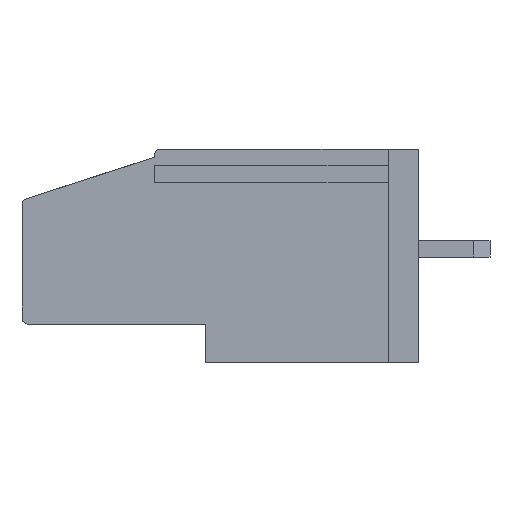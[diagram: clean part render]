
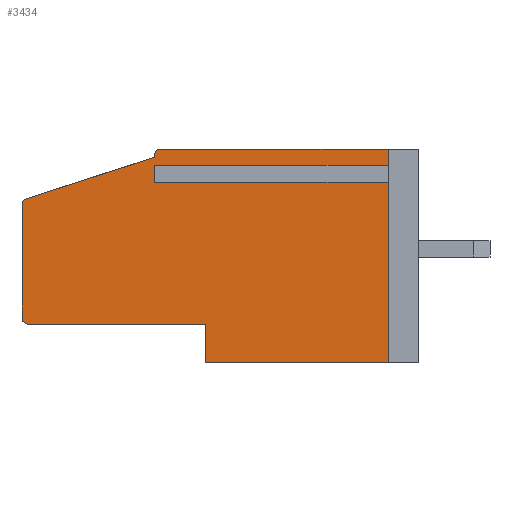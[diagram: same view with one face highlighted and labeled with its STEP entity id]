
A CAD part, left-side view. The second image highlights one B-rep face of the part: STEP entity #3434.
In plain terms, the highlighted planar face has unit normal (-1, 0, 0).
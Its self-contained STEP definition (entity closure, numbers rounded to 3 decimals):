
#613 = DIRECTION ( 'NONE',  ( 0., 0., -1. ) ) ;
#900 = ORIENTED_EDGE ( 'NONE', *, *, #14953, .T. ) ;
#1019 = CARTESIAN_POINT ( 'NONE',  ( 0., 19.5, 1.9 ) ) ;
#1041 = CARTESIAN_POINT ( 'NONE',  ( 0., 1.5, 9.502 ) ) ;
#1133 = CARTESIAN_POINT ( 'NONE',  ( 0., 1.5, 10.5 ) ) ;
#1527 = CARTESIAN_POINT ( 'NONE',  ( 0., 1.5, 10.5 ) ) ;
#2165 = VERTEX_POINT ( 'NONE', #26839 ) ;
#2277 = EDGE_CURVE ( 'NONE', #7729, #16908, #13655, .T. ) ;
#2537 = LINE ( 'NONE', #32875, #38198 ) ;
#2690 = ORIENTED_EDGE ( 'NONE', *, *, #5770, .F. ) ;
#3076 = CARTESIAN_POINT ( 'NONE',  ( 0., 13., 9.098 ) ) ;
#3183 = VECTOR ( 'NONE', #13661, 1000. ) ;
#3434 = ADVANCED_FACE ( 'NONE', ( #8488 ), #17564, .F. ) ;
#3762 = DIRECTION ( 'NONE',  ( 0., 0., -1. ) ) ;
#3830 = ORIENTED_EDGE ( 'NONE', *, *, #33979, .F. ) ;
#4150 = LINE ( 'NONE', #1019, #29698 ) ;
#4400 = CARTESIAN_POINT ( 'NONE',  ( 0., 19.2, 1.9 ) ) ;
#4770 = CARTESIAN_POINT ( 'NONE',  ( 0., 12.7, 10.5 ) ) ;
#4820 = VERTEX_POINT ( 'NONE', #34775 ) ;
#5770 = EDGE_CURVE ( 'NONE', #17981, #7700, #26369, .T. ) ;
#6232 = EDGE_CURVE ( 'NONE', #2165, #4820, #26171, .T. ) ;
#6312 = LINE ( 'NONE', #30715, #14355 ) ;
#6501 = ORIENTED_EDGE ( 'NONE', *, *, #36813, .F. ) ;
#6532 = EDGE_CURVE ( 'NONE', #7729, #23945, #35602, .T. ) ;
#6878 = CARTESIAN_POINT ( 'NONE',  ( 0., 19.2, 2.2 ) ) ;
#6904 = DIRECTION ( 'NONE',  ( 0., 1., 0. ) ) ;
#7021 = ORIENTED_EDGE ( 'NONE', *, *, #6232, .F. ) ;
#7219 = DIRECTION ( 'NONE',  ( 0., 0., -1. ) ) ;
#7315 = VECTOR ( 'NONE', #29279, 1000. ) ;
#7536 = EDGE_CURVE ( 'NONE', #2165, #13769, #2537, .T. ) ;
#7700 = VERTEX_POINT ( 'NONE', #27546 ) ;
#7702 = CARTESIAN_POINT ( 'NONE',  ( 0., 19.5, 7.782 ) ) ;
#7729 = VERTEX_POINT ( 'NONE', #12972 ) ;
#8106 = CARTESIAN_POINT ( 'NONE',  ( 0., 1.5, 10.5 ) ) ;
#8488 = FACE_OUTER_BOUND ( 'NONE', #12843, .T. ) ;
#9194 = VECTOR ( 'NONE', #16199, 1000. ) ;
#9416 = DIRECTION ( 'NONE',  ( -1., 0., 0. ) ) ;
#9778 = CARTESIAN_POINT ( 'NONE',  ( 0., 19.5, 2.2 ) ) ;
#9935 = LINE ( 'NONE', #28256, #34828 ) ;
#10126 = CARTESIAN_POINT ( 'NONE',  ( 0., 13., 10.1 ) ) ;
#10338 = ORIENTED_EDGE ( 'NONE', *, *, #19886, .F. ) ;
#11065 = DIRECTION ( 'NONE',  ( 0., -1., 0. ) ) ;
#11134 = ORIENTED_EDGE ( 'NONE', *, *, #28033, .F. ) ;
#11436 = EDGE_CURVE ( 'NONE', #36262, #30989, #38091, .T. ) ;
#11796 = DIRECTION ( 'NONE',  ( 0., 0., -1. ) ) ;
#12585 = ORIENTED_EDGE ( 'NONE', *, *, #32906, .F. ) ;
#12843 = EDGE_LOOP ( 'NONE', ( #12585, #900, #10338, #7021, #23887, #20383, #2690, #11134, #24749, #38901, #6501, #35786, #3830, #37678, #28010 ) ) ;
#12889 = DIRECTION ( 'NONE',  ( 0., 0., 1. ) ) ;
#12915 = CARTESIAN_POINT ( 'NONE',  ( 0., 13., 9.502 ) ) ;
#12972 = CARTESIAN_POINT ( 'NONE',  ( 0., 19.292, 8.067 ) ) ;
#13371 = DIRECTION ( 'NONE',  ( 0., -1., 0. ) ) ;
#13655 = LINE ( 'NONE', #22090, #9194 ) ;
#13661 = DIRECTION ( 'NONE',  ( 0., 0., -1. ) ) ;
#13769 = VERTEX_POINT ( 'NONE', #24606 ) ;
#13961 = VERTEX_POINT ( 'NONE', #4770 ) ;
#14340 = CARTESIAN_POINT ( 'NONE',  ( 0., 13., 10.2 ) ) ;
#14355 = VECTOR ( 'NONE', #24234, 1000. ) ;
#14750 = DIRECTION ( 'NONE',  ( 0., -1., 0. ) ) ;
#14953 = EDGE_CURVE ( 'NONE', #29195, #32562, #22915, .T. ) ;
#15373 = DIRECTION ( 'NONE',  ( -1., 0., 0. ) ) ;
#15713 = LINE ( 'NONE', #27742, #21971 ) ;
#15774 = EDGE_CURVE ( 'NONE', #13961, #18019, #33030, .T. ) ;
#15906 = LINE ( 'NONE', #1527, #27723 ) ;
#16199 = DIRECTION ( 'NONE',  ( 0., -0.952, 0.307 ) ) ;
#16908 = VERTEX_POINT ( 'NONE', #10126 ) ;
#17564 = PLANE ( 'NONE',  #30359 ) ;
#17981 = VERTEX_POINT ( 'NONE', #31854 ) ;
#18019 = VERTEX_POINT ( 'NONE', #14340 ) ;
#19457 = CARTESIAN_POINT ( 'NONE',  ( 0., 19.5, 10.5 ) ) ;
#19854 = LINE ( 'NONE', #19457, #38516 ) ;
#19886 = EDGE_CURVE ( 'NONE', #4820, #32562, #4150, .T. ) ;
#20127 = LINE ( 'NONE', #8106, #3183 ) ;
#20241 = CARTESIAN_POINT ( 'NONE',  ( 0., 10.5, 1.9 ) ) ;
#20383 = ORIENTED_EDGE ( 'NONE', *, *, #31321, .F. ) ;
#21971 = VECTOR ( 'NONE', #13371, 1000. ) ;
#22090 = CARTESIAN_POINT ( 'NONE',  ( 0., 19.5, 8. ) ) ;
#22089 = CARTESIAN_POINT ( 'NONE',  ( 0., 19.2, 7.782 ) ) ;
#22276 = DIRECTION ( 'NONE',  ( -1., 0., 0. ) ) ;
#22860 = DIRECTION ( 'NONE',  ( 1., 0., 0. ) ) ;
#22915 = CIRCLE ( 'NONE', #37413, 0.3 ) ;
#23887 = ORIENTED_EDGE ( 'NONE', *, *, #7536, .T. ) ;
#23945 = VERTEX_POINT ( 'NONE', #7702 ) ;
#24234 = DIRECTION ( 'NONE',  ( 0., 0., -1. ) ) ;
#24606 = CARTESIAN_POINT ( 'NONE',  ( 0., 1.5, 0. ) ) ;
#24749 = ORIENTED_EDGE ( 'NONE', *, *, #11436, .T. ) ;
#25532 = VECTOR ( 'NONE', #26748, 1000. ) ;
#25595 = DIRECTION ( 'NONE',  ( 0., 0., 1. ) ) ;
#26157 = AXIS2_PLACEMENT_3D ( 'NONE', #22089, #22276, #3762 ) ;
#26171 = LINE ( 'NONE', #20241, #7315 ) ;
#26257 = CARTESIAN_POINT ( 'NONE',  ( 0., 19.5, 10.5 ) ) ;
#26369 = LINE ( 'NONE', #3076, #25532 ) ;
#26748 = DIRECTION ( 'NONE',  ( 0., -1., 0. ) ) ;
#26792 = AXIS2_PLACEMENT_3D ( 'NONE', #36427, #9416, #11796 ) ;
#26839 = CARTESIAN_POINT ( 'NONE',  ( 0., 10.5, 0. ) ) ;
#27546 = CARTESIAN_POINT ( 'NONE',  ( 0., 1.5, 9.098 ) ) ;
#27723 = VECTOR ( 'NONE', #7219, 1000. ) ;
#27742 = CARTESIAN_POINT ( 'NONE',  ( 0., 19.5, 10.5 ) ) ;
#28010 = ORIENTED_EDGE ( 'NONE', *, *, #6532, .T. ) ;
#28033 = EDGE_CURVE ( 'NONE', #36262, #17981, #6312, .T. ) ;
#28256 = CARTESIAN_POINT ( 'NONE',  ( 0., 13., 10.1 ) ) ;
#28354 = VECTOR ( 'NONE', #11065, 1000. ) ;
#29195 = VERTEX_POINT ( 'NONE', #9778 ) ;
#29279 = DIRECTION ( 'NONE',  ( 0., 0., 1. ) ) ;
#29698 = VECTOR ( 'NONE', #6904, 1000. ) ;
#30359 = AXIS2_PLACEMENT_3D ( 'NONE', #26257, #22860, #31717 ) ;
#30639 = VERTEX_POINT ( 'NONE', #1133 ) ;
#30715 = CARTESIAN_POINT ( 'NONE',  ( 0., 13., 9.502 ) ) ;
#30989 = VERTEX_POINT ( 'NONE', #1041 ) ;
#31071 = EDGE_CURVE ( 'NONE', #30639, #30989, #20127, .T. ) ;
#31321 = EDGE_CURVE ( 'NONE', #7700, #13769, #15906, .T. ) ;
#31717 = DIRECTION ( 'NONE',  ( 0., 0., -1. ) ) ;
#31854 = CARTESIAN_POINT ( 'NONE',  ( 0., 13., 9.098 ) ) ;
#32562 = VERTEX_POINT ( 'NONE', #4400 ) ;
#32875 = CARTESIAN_POINT ( 'NONE',  ( 0., 19.5, 0. ) ) ;
#32906 = EDGE_CURVE ( 'NONE', #29195, #23945, #19854, .T. ) ;
#33030 = CIRCLE ( 'NONE', #26792, 0.3 ) ;
#33979 = EDGE_CURVE ( 'NONE', #16908, #18019, #9935, .T. ) ;
#34775 = CARTESIAN_POINT ( 'NONE',  ( 0., 10.5, 1.9 ) ) ;
#34828 = VECTOR ( 'NONE', #12889, 1000. ) ;
#35602 = CIRCLE ( 'NONE', #26157, 0.3 ) ;
#35701 = CARTESIAN_POINT ( 'NONE',  ( 0., 13., 9.502 ) ) ;
#35786 = ORIENTED_EDGE ( 'NONE', *, *, #15774, .T. ) ;
#36262 = VERTEX_POINT ( 'NONE', #12915 ) ;
#36427 = CARTESIAN_POINT ( 'NONE',  ( 0., 12.7, 10.2 ) ) ;
#36813 = EDGE_CURVE ( 'NONE', #13961, #30639, #15713, .T. ) ;
#37413 = AXIS2_PLACEMENT_3D ( 'NONE', #6878, #15373, #613 ) ;
#37678 = ORIENTED_EDGE ( 'NONE', *, *, #2277, .F. ) ;
#38091 = LINE ( 'NONE', #35701, #28354 ) ;
#38198 = VECTOR ( 'NONE', #14750, 1000. ) ;
#38516 = VECTOR ( 'NONE', #25595, 1000. ) ;
#38901 = ORIENTED_EDGE ( 'NONE', *, *, #31071, .F. ) ;
